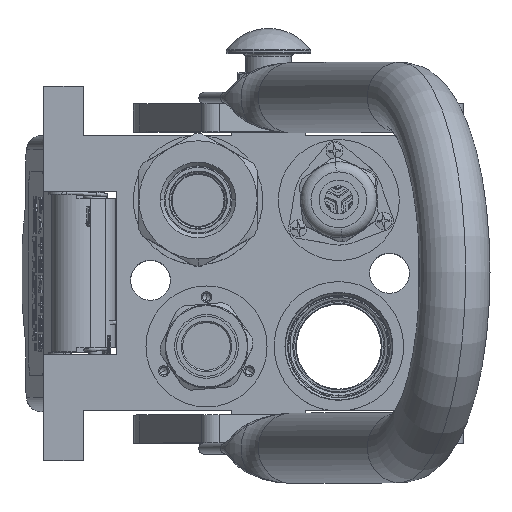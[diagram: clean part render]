
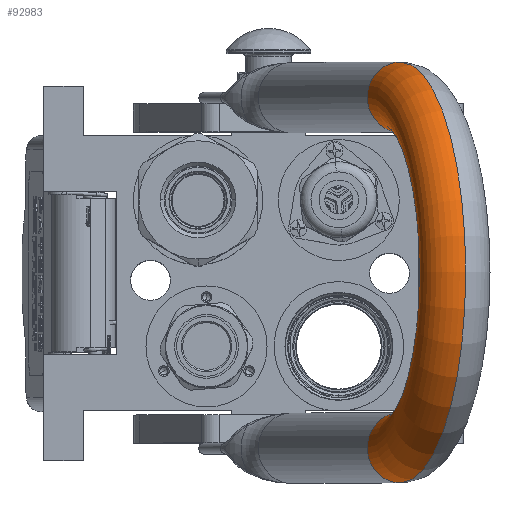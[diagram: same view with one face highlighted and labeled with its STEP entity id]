
A CAD part, top view. The second image highlights one B-rep face of the part: STEP entity #92983.
In plain terms, the highlighted toroidal (fillet/blend) face has major radius 62.25 mm and minor radius 12.5 mm.
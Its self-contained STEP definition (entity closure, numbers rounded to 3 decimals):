
#3380 = DIRECTION ( 'NONE',  ( 1., 0., 0. ) ) ;
#11956 = EDGE_CURVE ( 'NONE', #113258, #45348, #26319, .T. ) ;
#26319 = CIRCLE ( 'NONE', #170324, 49.75 ) ;
#26763 = ORIENTED_EDGE ( 'NONE', *, *, #11956, .T. ) ;
#29923 = DIRECTION ( 'NONE',  ( -1., 0., 0. ) ) ;
#31341 = AXIS2_PLACEMENT_3D ( 'NONE', #47256, #46662, #74383 ) ;
#31424 = EDGE_CURVE ( 'NONE', #163965, #33701, #81668, .T. ) ;
#33701 = VERTEX_POINT ( 'NONE', #157682 ) ;
#36051 = EDGE_LOOP ( 'NONE', ( #26763, #75168, #163506, #94310 ) ) ;
#45348 = VERTEX_POINT ( 'NONE', #164931 ) ;
#46662 = DIRECTION ( 'NONE',  ( 0., 0., 1. ) ) ;
#47256 = CARTESIAN_POINT ( 'NONE',  ( -62.25, 0., 125.25 ) ) ;
#54124 = DIRECTION ( 'NONE',  ( 1., 0., 0. ) ) ;
#66219 = DIRECTION ( 'NONE',  ( 0., 1., 0. ) ) ;
#74383 = DIRECTION ( 'NONE',  ( -1., 0., 0. ) ) ;
#75168 = ORIENTED_EDGE ( 'NONE', *, *, #159765, .F. ) ;
#78916 = CARTESIAN_POINT ( 'NONE',  ( 0., 0., 125.25 ) ) ;
#81668 = CIRCLE ( 'NONE', #82113, 74.75 ) ;
#82113 = AXIS2_PLACEMENT_3D ( 'NONE', #93976, #109015, #29923 ) ;
#83954 = AXIS2_PLACEMENT_3D ( 'NONE', #78916, #66219, #54124 ) ;
#92983 = ADVANCED_FACE ( 'NONE', ( #139860 ), #129599, .T. ) ;
#93976 = CARTESIAN_POINT ( 'NONE',  ( 0., 0., 125.25 ) ) ;
#94310 = ORIENTED_EDGE ( 'NONE', *, *, #121521, .T. ) ;
#102122 = AXIS2_PLACEMENT_3D ( 'NONE', #161581, #162734, #3380 ) ;
#109015 = DIRECTION ( 'NONE',  ( 0., 1., 0. ) ) ;
#110358 = CARTESIAN_POINT ( 'NONE',  ( 0., 0., 125.25 ) ) ;
#113258 = VERTEX_POINT ( 'NONE', #130468 ) ;
#117607 = CARTESIAN_POINT ( 'NONE',  ( -74.75, 0., 125.25 ) ) ;
#121521 = EDGE_CURVE ( 'NONE', #163965, #113258, #160418, .T. ) ;
#129599 = TOROIDAL_SURFACE ( 'NONE', #83954, 62.25, 12.5 ) ;
#130468 = CARTESIAN_POINT ( 'NONE',  ( -49.75, 0., 125.25 ) ) ;
#135206 = DIRECTION ( 'NONE',  ( -1., 0., 0. ) ) ;
#139860 = FACE_OUTER_BOUND ( 'NONE', #36051, .T. ) ;
#149314 = CIRCLE ( 'NONE', #102122, 12.5 ) ;
#157682 = CARTESIAN_POINT ( 'NONE',  ( 74.75, 0., 125.25 ) ) ;
#159765 = EDGE_CURVE ( 'NONE', #33701, #45348, #149314, .T. ) ;
#160418 = CIRCLE ( 'NONE', #31341, 12.5 ) ;
#161581 = CARTESIAN_POINT ( 'NONE',  ( 62.25, 0., 125.25 ) ) ;
#162734 = DIRECTION ( 'NONE',  ( 0., 0., -1. ) ) ;
#163450 = DIRECTION ( 'NONE',  ( 0., 1., 0. ) ) ;
#163506 = ORIENTED_EDGE ( 'NONE', *, *, #31424, .F. ) ;
#163965 = VERTEX_POINT ( 'NONE', #117607 ) ;
#164931 = CARTESIAN_POINT ( 'NONE',  ( 49.75, 0., 125.25 ) ) ;
#170324 = AXIS2_PLACEMENT_3D ( 'NONE', #110358, #163450, #135206 ) ;
